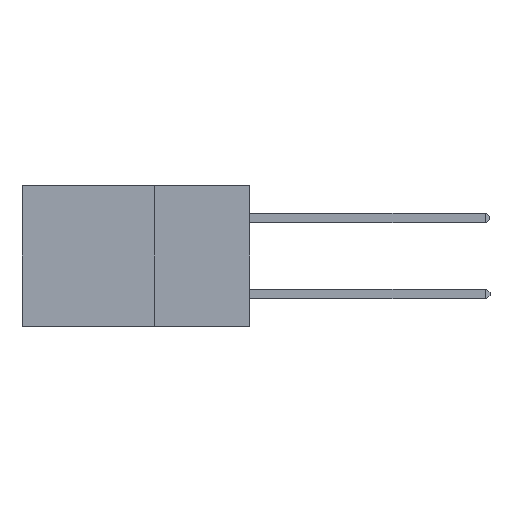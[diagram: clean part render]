
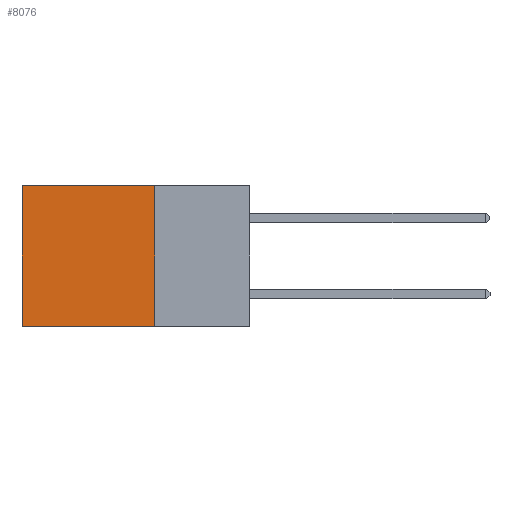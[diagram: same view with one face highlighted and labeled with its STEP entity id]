
A CAD part, left-side view. The second image highlights one B-rep face of the part: STEP entity #8076.
In plain terms, the highlighted planar face has unit normal (-1, 0, 0).
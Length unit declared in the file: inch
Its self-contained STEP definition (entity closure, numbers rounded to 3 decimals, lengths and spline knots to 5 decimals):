
#183 = VECTOR ( 'NONE', #11288, 39.37008 ) ;
#720 = CARTESIAN_POINT ( 'NONE',  ( 0.2875, 0.25, -0.37 ) ) ;
#1341 = VERTEX_POINT ( 'NONE', #720 ) ;
#1484 = FACE_OUTER_BOUND ( 'NONE', #17289, .T. ) ;
#1527 = VECTOR ( 'NONE', #12578, 39.37008 ) ;
#1731 = VERTEX_POINT ( 'NONE', #3465 ) ;
#2016 = CARTESIAN_POINT ( 'NONE',  ( 0.2875, 0.6, -0.37 ) ) ;
#2313 = LINE ( 'NONE', #10299, #18136 ) ;
#2432 = CARTESIAN_POINT ( 'NONE',  ( 0.2875, 0.25, 0. ) ) ;
#2940 = DIRECTION ( 'NONE',  ( 0., 1., 0. ) ) ;
#3465 = CARTESIAN_POINT ( 'NONE',  ( 0.2875, 0.6, 0. ) ) ;
#3867 = EDGE_CURVE ( 'NONE', #14519, #1731, #8895, .T. ) ;
#4323 = CARTESIAN_POINT ( 'NONE',  ( 0.2875, 0.25, 0. ) ) ;
#4817 = ORIENTED_EDGE ( 'NONE', *, *, #7198, .T. ) ;
#4998 = VECTOR ( 'NONE', #15684, 39.37008 ) ;
#7136 = CARTESIAN_POINT ( 'NONE',  ( 0.2875, 0.25, 0. ) ) ;
#7198 = EDGE_CURVE ( 'NONE', #1731, #17083, #8541, .T. ) ;
#8076 = ADVANCED_FACE ( 'NONE', ( #1484 ), #17697, .F. ) ;
#8541 = LINE ( 'NONE', #11108, #1527 ) ;
#8895 = LINE ( 'NONE', #7136, #4998 ) ;
#9109 = EDGE_CURVE ( 'NONE', #1341, #17083, #2313, .T. ) ;
#9319 = ORIENTED_EDGE ( 'NONE', *, *, #9109, .F. ) ;
#9712 = ORIENTED_EDGE ( 'NONE', *, *, #3867, .T. ) ;
#9789 = ORIENTED_EDGE ( 'NONE', *, *, #13043, .F. ) ;
#10252 = DIRECTION ( 'NONE',  ( 0., 0., -1. ) ) ;
#10299 = CARTESIAN_POINT ( 'NONE',  ( 0.2875, 0.25, -0.37 ) ) ;
#10833 = AXIS2_PLACEMENT_3D ( 'NONE', #4323, #19187, #10252 ) ;
#11108 = CARTESIAN_POINT ( 'NONE',  ( 0.2875, 0.6, 0. ) ) ;
#11288 = DIRECTION ( 'NONE',  ( 0., 0., -1. ) ) ;
#12386 = CARTESIAN_POINT ( 'NONE',  ( 0.2875, 0.25, 0. ) ) ;
#12578 = DIRECTION ( 'NONE',  ( 0., 0., -1. ) ) ;
#13043 = EDGE_CURVE ( 'NONE', #14519, #1341, #19123, .T. ) ;
#14519 = VERTEX_POINT ( 'NONE', #12386 ) ;
#15684 = DIRECTION ( 'NONE',  ( 0., 1., 0. ) ) ;
#17083 = VERTEX_POINT ( 'NONE', #2016 ) ;
#17289 = EDGE_LOOP ( 'NONE', ( #4817, #9319, #9789, #9712 ) ) ;
#17697 = PLANE ( 'NONE',  #10833 ) ;
#18136 = VECTOR ( 'NONE', #2940, 39.37008 ) ;
#19123 = LINE ( 'NONE', #2432, #183 ) ;
#19187 = DIRECTION ( 'NONE',  ( 1., 0., 0. ) ) ;
